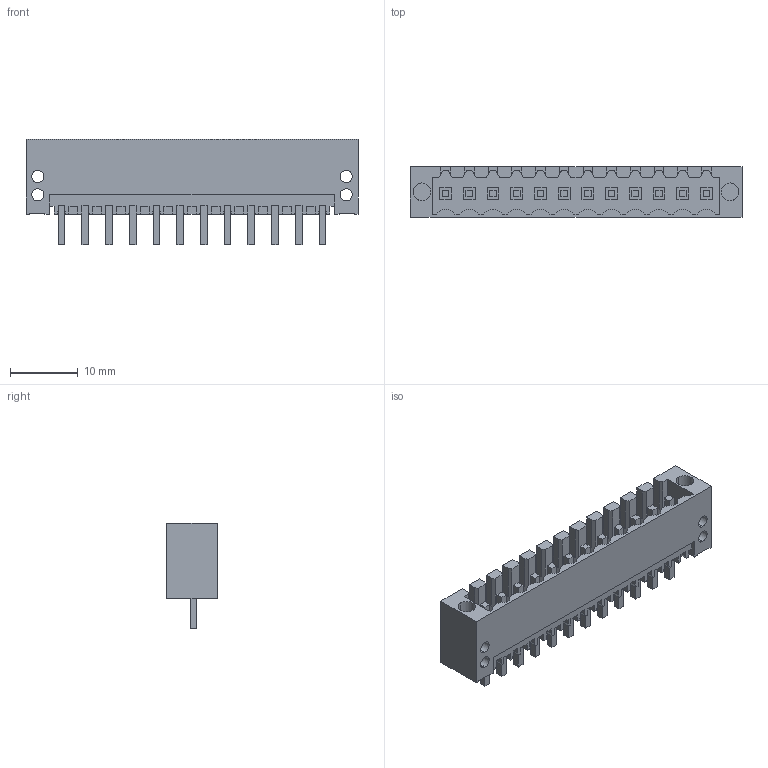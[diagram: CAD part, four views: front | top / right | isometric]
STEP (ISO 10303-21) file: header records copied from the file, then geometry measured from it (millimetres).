
FILE_DESCRIPTION(('CATIA V5 STEP Exchange','CAx-IF Rec.Pracs.--- Model Styling and Organization---1.2---2011-12-15'),'2;1');
FILE_NAME ('D1453584_0_1616230000_1616230000.stp','2018-03-12T10:18:40+00:00',('none'),('Weidmueller'),'CATIA Version 5-6 Release 2014','CATIA V5 STEP AP214','none');
FILE_SCHEMA(('AUTOMOTIVE_DESIGN { 1 0 10303 214 1 1 1 1 }'));
Length unit declared in the file: millimetre
Products named in the file (1): 1616230000
Bounding box: 49 x 7.45 x 15.55 mm (x, y, z)
Volume: 1714.5 mm3; surface area: 4529.3 mm2
Topology: 13 solids, 13 shells, 742 faces, 2145 edges, 1445 vertices
Faces by surface type: plane 708, cylinder 34
Entity records: 23190 total; most frequent: ORIENTED_EDGE 4282, CARTESIAN_POINT 4073, DIRECTION 3015, EDGE_CURVE 2141, VECTOR 2073, LINE 2073, VERTEX_POINT 1443, EDGE_LOOP 798
